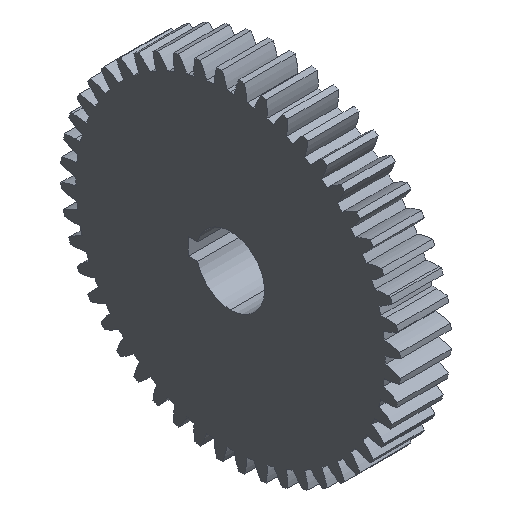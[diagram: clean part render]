
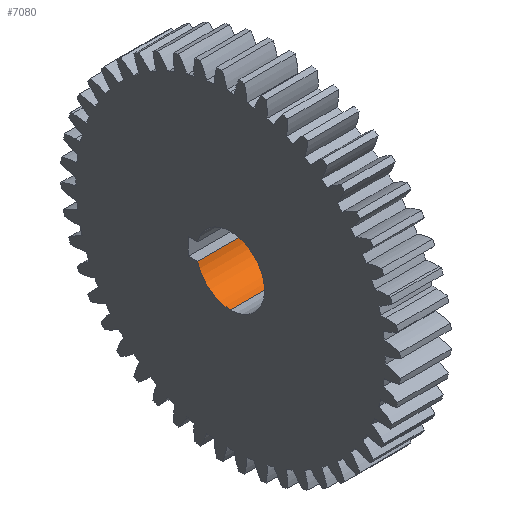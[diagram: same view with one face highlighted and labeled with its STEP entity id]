
A CAD part, isometric view. The second image highlights one B-rep face of the part: STEP entity #7080.
In plain terms, the highlighted cylindrical face has radius 6.35 mm (diameter 12.7 mm), a partial arc.
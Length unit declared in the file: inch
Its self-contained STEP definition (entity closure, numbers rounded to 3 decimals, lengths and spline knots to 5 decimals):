
#14 = LINE ( 'NONE', #823, #7288 ) ;
#125 = DIRECTION ( 'NONE',  ( -1., 0., 0. ) ) ;
#137 = DIRECTION ( 'NONE',  ( -1., 0., 0. ) ) ;
#147 = CARTESIAN_POINT ( 'NONE',  ( 0.38113, 0.19297, 0.72316 ) ) ;
#154 = DIRECTION ( 'NONE',  ( 0., 0., 1. ) ) ;
#224 = DIRECTION ( 'NONE',  ( 1., 0., 0. ) ) ;
#234 = DIRECTION ( 'NONE',  ( 0., 0., -1. ) ) ;
#256 = CARTESIAN_POINT ( 'NONE',  ( -1.21887, 0.19297, 0.72316 ) ) ;
#299 = DIRECTION ( 'NONE',  ( 0., 0., -1. ) ) ;
#733 = EDGE_LOOP ( 'NONE', ( #3685, #3919, #3848, #4160 ) ) ;
#823 = CARTESIAN_POINT ( 'NONE',  ( 0.38113, 0.43503, 0.66066 ) ) ;
#877 = DIRECTION ( 'NONE',  ( -1., 0., 0. ) ) ;
#1019 = VERTEX_POINT ( 'NONE', #7211 ) ;
#1035 = CARTESIAN_POINT ( 'NONE',  ( -1.61887, 0.43503, 0.66066 ) ) ;
#1153 = VERTEX_POINT ( 'NONE', #1035 ) ;
#1454 = VECTOR ( 'NONE', #3412, 39.37008 ) ;
#1990 = CARTESIAN_POINT ( 'NONE',  ( -1.61887, 0.19297, 0.47316 ) ) ;
#2028 = CYLINDRICAL_SURFACE ( 'NONE', #3217, 0.25 ) ;
#2389 = FACE_OUTER_BOUND ( 'NONE', #733, .T. ) ;
#2737 = LINE ( 'NONE', #3409, #1454 ) ;
#2954 = EDGE_CURVE ( 'NONE', #5322, #6684, #2737, .T. ) ;
#3217 = AXIS2_PLACEMENT_3D ( 'NONE', #147, #137, #154 ) ;
#3409 = CARTESIAN_POINT ( 'NONE',  ( 0.38113, 0.19297, 0.47316 ) ) ;
#3412 = DIRECTION ( 'NONE',  ( -1., 0., 0. ) ) ;
#3685 = ORIENTED_EDGE ( 'NONE', *, *, #2954, .F. ) ;
#3732 = AXIS2_PLACEMENT_3D ( 'NONE', #256, #224, #299 ) ;
#3848 = ORIENTED_EDGE ( 'NONE', *, *, #5526, .T. ) ;
#3919 = ORIENTED_EDGE ( 'NONE', *, *, #5527, .T. ) ;
#4160 = ORIENTED_EDGE ( 'NONE', *, *, #5536, .T. ) ;
#4192 = CARTESIAN_POINT ( 'NONE',  ( -1.21887, 0.19297, 0.47316 ) ) ;
#4904 = CARTESIAN_POINT ( 'NONE',  ( -1.61887, 0.19297, 0.72316 ) ) ;
#5322 = VERTEX_POINT ( 'NONE', #4192 ) ;
#5526 = EDGE_CURVE ( 'NONE', #1019, #1153, #14, .T. ) ;
#5527 = EDGE_CURVE ( 'NONE', #5322, #1019, #7274, .T. ) ;
#5536 = EDGE_CURVE ( 'NONE', #1153, #6684, #7262, .T. ) ;
#6684 = VERTEX_POINT ( 'NONE', #1990 ) ;
#6853 = AXIS2_PLACEMENT_3D ( 'NONE', #4904, #125, #234 ) ;
#7080 = ADVANCED_FACE ( 'NONE', ( #2389 ), #2028, .F. ) ;
#7211 = CARTESIAN_POINT ( 'NONE',  ( -1.21887, 0.43503, 0.66066 ) ) ;
#7262 = CIRCLE ( 'NONE', #6853, 0.25 ) ;
#7274 = CIRCLE ( 'NONE', #3732, 0.25 ) ;
#7288 = VECTOR ( 'NONE', #877, 39.37008 ) ;
